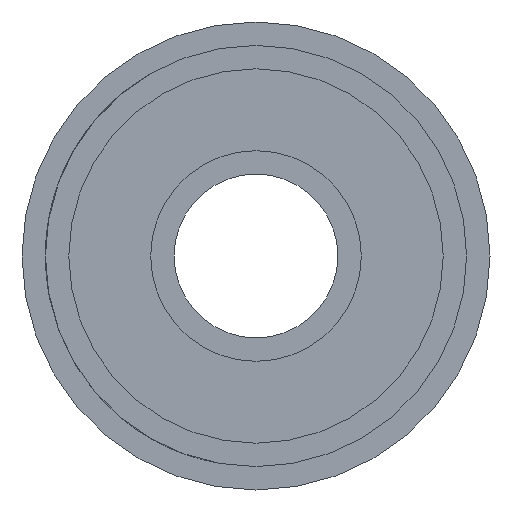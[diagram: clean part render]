
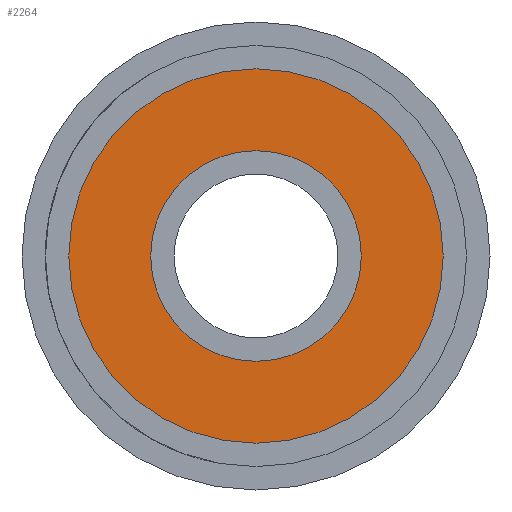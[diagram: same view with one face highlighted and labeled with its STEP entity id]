
A CAD part, left-side view. The second image highlights one B-rep face of the part: STEP entity #2264.
In plain terms, the highlighted planar face has unit normal (-1, 0, 0).
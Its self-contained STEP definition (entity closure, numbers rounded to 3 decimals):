
#393 = CARTESIAN_POINT ( 'NONE',  ( 0., 0., 8. ) ) ;
#409 = ORIENTED_EDGE ( 'NONE', *, *, #462, .F. ) ;
#462 = EDGE_CURVE ( 'NONE', #1157, #5613, #3377, .T. ) ;
#783 = CIRCLE ( 'NONE', #8252, 8. ) ;
#824 = EDGE_CURVE ( 'NONE', #4332, #3134, #783, .T. ) ;
#977 = CARTESIAN_POINT ( 'NONE',  ( 0., 0., 0. ) ) ;
#1157 = VERTEX_POINT ( 'NONE', #6343 ) ;
#1248 = DIRECTION ( 'NONE',  ( 0., 0., 1. ) ) ;
#1513 = CARTESIAN_POINT ( 'NONE',  ( 0., 0., -8. ) ) ;
#1999 = CARTESIAN_POINT ( 'NONE',  ( 0., 0., 0. ) ) ;
#2121 = CARTESIAN_POINT ( 'NONE',  ( 0., 0., 0. ) ) ;
#2239 = FACE_OUTER_BOUND ( 'NONE', #8297, .T. ) ;
#2264 = ADVANCED_FACE ( 'NONE', ( #8403, #2239 ), #2282, .T. ) ;
#2282 = PLANE ( 'NONE',  #8706 ) ;
#2325 = DIRECTION ( 'NONE',  ( -1., 0., 0. ) ) ;
#2493 = CARTESIAN_POINT ( 'NONE',  ( 0., 0., 0. ) ) ;
#2544 = ORIENTED_EDGE ( 'NONE', *, *, #824, .T. ) ;
#3134 = VERTEX_POINT ( 'NONE', #1513 ) ;
#3377 = CIRCLE ( 'NONE', #5536, 4.5 ) ;
#4055 = ORIENTED_EDGE ( 'NONE', *, *, #5680, .F. ) ;
#4078 = CARTESIAN_POINT ( 'NONE',  ( 0., 0., 4.5 ) ) ;
#4332 = VERTEX_POINT ( 'NONE', #393 ) ;
#4929 = CIRCLE ( 'NONE', #7654, 4.5 ) ;
#5017 = DIRECTION ( 'NONE',  ( -1., 0., 0. ) ) ;
#5189 = EDGE_CURVE ( 'NONE', #3134, #4332, #8366, .T. ) ;
#5458 = DIRECTION ( 'NONE',  ( -1., 0., 0. ) ) ;
#5536 = AXIS2_PLACEMENT_3D ( 'NONE', #1999, #6691, #1248 ) ;
#5613 = VERTEX_POINT ( 'NONE', #4078 ) ;
#5680 = EDGE_CURVE ( 'NONE', #5613, #1157, #4929, .T. ) ;
#5801 = DIRECTION ( 'NONE',  ( 0., 0., 1. ) ) ;
#6343 = CARTESIAN_POINT ( 'NONE',  ( 0., 0., -4.5 ) ) ;
#6502 = DIRECTION ( 'NONE',  ( 0., 0., 1. ) ) ;
#6691 = DIRECTION ( 'NONE',  ( -1., 0., 0. ) ) ;
#6956 = DIRECTION ( 'NONE',  ( 0., 0., 1. ) ) ;
#7214 = DIRECTION ( 'NONE',  ( -1., 0., 0. ) ) ;
#7654 = AXIS2_PLACEMENT_3D ( 'NONE', #977, #5017, #6956 ) ;
#7767 = EDGE_LOOP ( 'NONE', ( #4055, #409 ) ) ;
#7935 = AXIS2_PLACEMENT_3D ( 'NONE', #2493, #7214, #6502 ) ;
#8252 = AXIS2_PLACEMENT_3D ( 'NONE', #2121, #5458, #8878 ) ;
#8291 = ORIENTED_EDGE ( 'NONE', *, *, #5189, .T. ) ;
#8297 = EDGE_LOOP ( 'NONE', ( #2544, #8291 ) ) ;
#8366 = CIRCLE ( 'NONE', #7935, 8. ) ;
#8403 = FACE_BOUND ( 'NONE', #7767, .T. ) ;
#8496 = CARTESIAN_POINT ( 'NONE',  ( 0., 0., 0. ) ) ;
#8706 = AXIS2_PLACEMENT_3D ( 'NONE', #8496, #2325, #5801 ) ;
#8878 = DIRECTION ( 'NONE',  ( 0., 0., 1. ) ) ;
